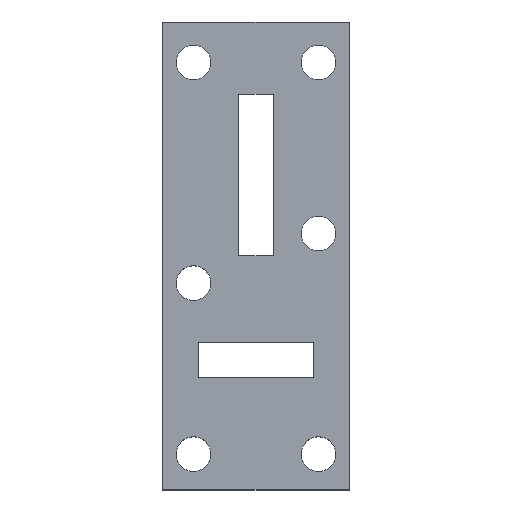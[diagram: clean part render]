
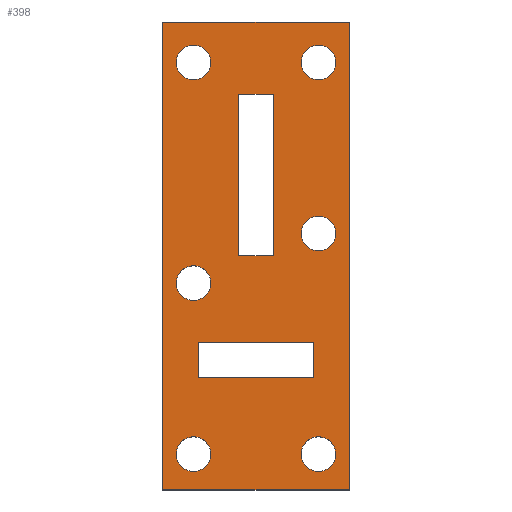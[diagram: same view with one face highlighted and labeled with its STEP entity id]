
A CAD part, top view. The second image highlights one B-rep face of the part: STEP entity #398.
In plain terms, the highlighted planar face has unit normal (0, 0, 1).
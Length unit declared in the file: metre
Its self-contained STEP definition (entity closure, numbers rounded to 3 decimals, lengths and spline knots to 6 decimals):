
#12=CIRCLE('',#423,0.0015);
#14=CIRCLE('',#426,0.0015);
#16=CIRCLE('',#429,0.0015);
#18=CIRCLE('',#432,0.0015);
#20=CIRCLE('',#435,0.0015);
#22=CIRCLE('',#441,0.0015);
#90=ORIENTED_EDGE('',*,*,#148,.F.);
#91=ORIENTED_EDGE('',*,*,#152,.F.);
#92=ORIENTED_EDGE('',*,*,#155,.F.);
#93=ORIENTED_EDGE('',*,*,#171,.F.);
#94=ORIENTED_EDGE('',*,*,#138,.F.);
#95=ORIENTED_EDGE('',*,*,#142,.T.);
#96=ORIENTED_EDGE('',*,*,#145,.T.);
#97=ORIENTED_EDGE('',*,*,#169,.F.);
#98=ORIENTED_EDGE('',*,*,#128,.F.);
#99=ORIENTED_EDGE('',*,*,#132,.F.);
#100=ORIENTED_EDGE('',*,*,#135,.T.);
#101=ORIENTED_EDGE('',*,*,#167,.T.);
#102=ORIENTED_EDGE('',*,*,#164,.F.);
#103=ORIENTED_EDGE('',*,*,#162,.F.);
#104=ORIENTED_EDGE('',*,*,#160,.F.);
#105=ORIENTED_EDGE('',*,*,#158,.F.);
#106=ORIENTED_EDGE('',*,*,#156,.F.);
#107=ORIENTED_EDGE('',*,*,#172,.F.);
#128=EDGE_CURVE('',#176,#177,#212,.T.);
#132=EDGE_CURVE('',#179,#176,#216,.T.);
#135=EDGE_CURVE('',#179,#181,#219,.T.);
#138=EDGE_CURVE('',#184,#185,#222,.T.);
#142=EDGE_CURVE('',#184,#187,#226,.T.);
#145=EDGE_CURVE('',#187,#189,#229,.T.);
#148=EDGE_CURVE('',#192,#193,#232,.T.);
#152=EDGE_CURVE('',#195,#192,#236,.T.);
#155=EDGE_CURVE('',#197,#195,#239,.T.);
#156=EDGE_CURVE('',#198,#198,#12,.T.);
#158=EDGE_CURVE('',#200,#200,#14,.T.);
#160=EDGE_CURVE('',#202,#202,#16,.T.);
#162=EDGE_CURVE('',#204,#204,#18,.T.);
#164=EDGE_CURVE('',#206,#206,#20,.T.);
#167=EDGE_CURVE('',#181,#177,#241,.T.);
#169=EDGE_CURVE('',#185,#189,#243,.T.);
#171=EDGE_CURVE('',#193,#197,#245,.T.);
#172=EDGE_CURVE('',#208,#208,#22,.T.);
#176=VERTEX_POINT('',#553);
#177=VERTEX_POINT('',#555);
#179=VERTEX_POINT('',#561);
#181=VERTEX_POINT('',#567);
#184=VERTEX_POINT('',#574);
#185=VERTEX_POINT('',#576);
#187=VERTEX_POINT('',#582);
#189=VERTEX_POINT('',#588);
#192=VERTEX_POINT('',#595);
#193=VERTEX_POINT('',#597);
#195=VERTEX_POINT('',#603);
#197=VERTEX_POINT('',#609);
#198=VERTEX_POINT('',#613);
#200=VERTEX_POINT('',#618);
#202=VERTEX_POINT('',#623);
#204=VERTEX_POINT('',#628);
#206=VERTEX_POINT('',#633);
#208=VERTEX_POINT('',#647);
#212=LINE('',#554,#248);
#216=LINE('',#562,#252);
#219=LINE('',#568,#255);
#222=LINE('',#575,#258);
#226=LINE('',#583,#262);
#229=LINE('',#589,#265);
#232=LINE('',#596,#268);
#236=LINE('',#604,#272);
#239=LINE('',#610,#275);
#241=LINE('',#638,#277);
#243=LINE('',#641,#279);
#245=LINE('',#644,#281);
#248=VECTOR('',#451,1.);
#252=VECTOR('',#457,1.);
#255=VECTOR('',#462,1.);
#258=VECTOR('',#467,1.);
#262=VECTOR('',#473,1.);
#265=VECTOR('',#478,1.);
#268=VECTOR('',#483,1.);
#272=VECTOR('',#489,1.);
#275=VECTOR('',#494,1.);
#277=VECTOR('',#528,1.);
#279=VECTOR('',#532,1.);
#281=VECTOR('',#536,1.);
#306=EDGE_LOOP('',(#90,#91,#92,#93));
#307=EDGE_LOOP('',(#94,#95,#96,#97));
#308=EDGE_LOOP('',(#98,#99,#100,#101));
#309=EDGE_LOOP('',(#102));
#310=EDGE_LOOP('',(#103));
#311=EDGE_LOOP('',(#104));
#312=EDGE_LOOP('',(#105));
#313=EDGE_LOOP('',(#106));
#314=EDGE_LOOP('',(#107));
#348=FACE_BOUND('',#306,.T.);
#349=FACE_BOUND('',#307,.T.);
#350=FACE_BOUND('',#308,.T.);
#351=FACE_BOUND('',#309,.T.);
#352=FACE_BOUND('',#310,.T.);
#353=FACE_BOUND('',#311,.T.);
#354=FACE_BOUND('',#312,.T.);
#355=FACE_BOUND('',#313,.T.);
#356=FACE_BOUND('',#314,.T.);
#378=PLANE('',#443);
#398=ADVANCED_FACE('',(#348,#349,#350,#351,#352,#353,#354,#355,#356),#378,
 .T.);
#423=AXIS2_PLACEMENT_3D('',#612,#497,#498);
#426=AXIS2_PLACEMENT_3D('',#617,#503,#504);
#429=AXIS2_PLACEMENT_3D('',#622,#509,#510);
#432=AXIS2_PLACEMENT_3D('',#627,#515,#516);
#435=AXIS2_PLACEMENT_3D('',#632,#521,#522);
#441=AXIS2_PLACEMENT_3D('',#646,#539,#540);
#443=AXIS2_PLACEMENT_3D('',#650,#543,#544);
#451=DIRECTION('',(0.,1.,0.));
#457=DIRECTION('',(1.,0.,0.));
#462=DIRECTION('',(0.,1.,0.));
#467=DIRECTION('',(1.,0.,0.));
#473=DIRECTION('',(0.,1.,0.));
#478=DIRECTION('',(1.,0.,0.));
#483=DIRECTION('',(1.,0.,0.));
#489=DIRECTION('',(0.,1.,0.));
#494=DIRECTION('',(-1.,0.,0.));
#497=DIRECTION('',(0.,0.,1.));
#498=DIRECTION('',(1.,0.,0.));
#503=DIRECTION('',(0.,0.,1.));
#504=DIRECTION('',(1.,0.,0.));
#509=DIRECTION('',(0.,0.,1.));
#510=DIRECTION('',(1.,0.,0.));
#515=DIRECTION('',(0.,0.,1.));
#516=DIRECTION('',(1.,0.,0.));
#521=DIRECTION('',(0.,0.,1.));
#522=DIRECTION('',(1.,0.,0.));
#528=DIRECTION('',(1.,0.,0.));
#532=DIRECTION('',(0.,1.,0.));
#536=DIRECTION('',(0.,-1.,0.));
#539=DIRECTION('',(0.,0.,1.));
#540=DIRECTION('',(1.,0.,0.));
#543=DIRECTION('',(0.,0.,1.));
#544=DIRECTION('',(1.,0.,0.));
#553=CARTESIAN_POINT('',(0.05245,-0.12175,0.0895));
#554=CARTESIAN_POINT('',(0.05245,-0.11475,0.0895));
#555=CARTESIAN_POINT('',(0.05245,-0.10775,0.0895));
#561=CARTESIAN_POINT('',(0.04945,-0.12175,0.0895));
#562=CARTESIAN_POINT('',(0.05095,-0.12175,0.0895));
#567=CARTESIAN_POINT('',(0.04945,-0.10775,0.0895));
#568=CARTESIAN_POINT('',(0.04945,-0.11475,0.0895));
#574=CARTESIAN_POINT('',(0.04595,-0.13225,0.0895));
#575=CARTESIAN_POINT('',(0.05095,-0.13225,0.0895));
#576=CARTESIAN_POINT('',(0.05595,-0.13225,0.0895));
#582=CARTESIAN_POINT('',(0.04595,-0.12925,0.0895));
#583=CARTESIAN_POINT('',(0.04595,-0.13075,0.0895));
#588=CARTESIAN_POINT('',(0.05595,-0.12925,0.0895));
#589=CARTESIAN_POINT('',(0.05095,-0.12925,0.0895));
#595=CARTESIAN_POINT('',(0.0429,-0.1015,0.0895));
#596=CARTESIAN_POINT('',(0.05095,-0.1015,0.0895));
#597=CARTESIAN_POINT('',(0.059,-0.1015,0.0895));
#603=CARTESIAN_POINT('',(0.0429,-0.142,0.0895));
#604=CARTESIAN_POINT('',(0.0429,-0.12175,0.0895));
#609=CARTESIAN_POINT('',(0.059,-0.142,0.0895));
#610=CARTESIAN_POINT('',(0.05095,-0.142,0.0895));
#612=CARTESIAN_POINT('',(0.04555,-0.1241,0.0895));
#613=CARTESIAN_POINT('',(0.04705,-0.1241,0.0895));
#617=CARTESIAN_POINT('',(0.05635,-0.1389,0.0895));
#618=CARTESIAN_POINT('',(0.05785,-0.1389,0.0895));
#622=CARTESIAN_POINT('',(0.05635,-0.1198,0.0895));
#623=CARTESIAN_POINT('',(0.05785,-0.1198,0.0895));
#627=CARTESIAN_POINT('',(0.05635,-0.105,0.0895));
#628=CARTESIAN_POINT('',(0.05785,-0.105,0.0895));
#632=CARTESIAN_POINT('',(0.04555,-0.105,0.0895));
#633=CARTESIAN_POINT('',(0.04705,-0.105,0.0895));
#638=CARTESIAN_POINT('',(0.05095,-0.10775,0.0895));
#641=CARTESIAN_POINT('',(0.05595,-0.13075,0.0895));
#644=CARTESIAN_POINT('',(0.059,-0.12175,0.0895));
#646=CARTESIAN_POINT('',(0.04555,-0.1389,0.0895));
#647=CARTESIAN_POINT('',(0.04705,-0.1389,0.0895));
#650=CARTESIAN_POINT('',(0.,0.,0.0895));
